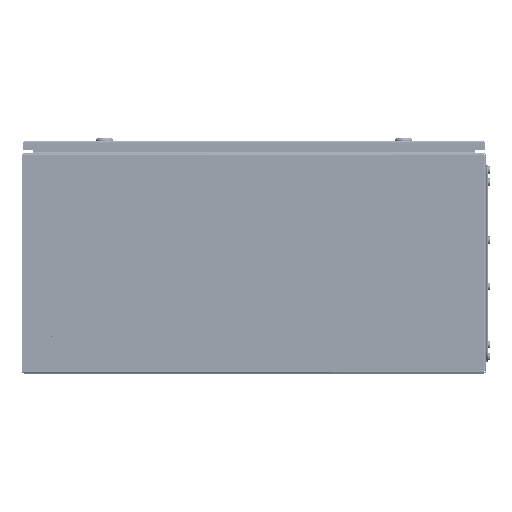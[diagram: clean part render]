
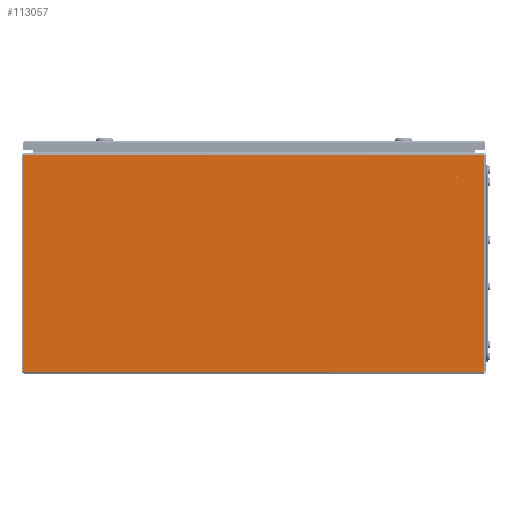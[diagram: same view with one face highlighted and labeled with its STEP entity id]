
A CAD part, left-side view. The second image highlights one B-rep face of the part: STEP entity #113057.
In plain terms, the highlighted planar face has unit normal (-1, 0, 0).
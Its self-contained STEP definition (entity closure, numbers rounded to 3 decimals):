
#286 = CIRCLE ( 'NONE', #917, 0.883 ) ;
#431 = AXIS2_PLACEMENT_3D ( 'NONE', #88852, #35836, #97743 ) ;
#917 = AXIS2_PLACEMENT_3D ( 'NONE', #87964, #17577, #34161 ) ;
#1978 = CARTESIAN_POINT ( 'NONE',  ( -400., 349., 340.483 ) ) ;
#2209 = ORIENTED_EDGE ( 'NONE', *, *, #112721, .F. ) ;
#2534 = EDGE_CURVE ( 'NONE', #5016, #47206, #44792, .T. ) ;
#2843 = DIRECTION ( 'NONE',  ( -1., 0., 0. ) ) ;
#4077 = CIRCLE ( 'NONE', #431, 0.883 ) ;
#5016 = VERTEX_POINT ( 'NONE', #92280 ) ;
#5402 = AXIS2_PLACEMENT_3D ( 'NONE', #78867, #59900, #34380 ) ;
#5697 = ORIENTED_EDGE ( 'NONE', *, *, #49827, .F. ) ;
#7036 = EDGE_CURVE ( 'NONE', #79369, #37140, #99453, .T. ) ;
#7104 = AXIS2_PLACEMENT_3D ( 'NONE', #76085, #85783, #23500 ) ;
#7899 = EDGE_LOOP ( 'NONE', ( #5697, #100315, #55793, #57409 ) ) ;
#8101 = VERTEX_POINT ( 'NONE', #87763 ) ;
#9540 = AXIS2_PLACEMENT_3D ( 'NONE', #50986, #104673, #96227 ) ;
#10048 = AXIS2_PLACEMENT_3D ( 'NONE', #101159, #40410, #31901 ) ;
#10743 = EDGE_CURVE ( 'NONE', #23595, #72380, #92677, .T. ) ;
#11051 = DIRECTION ( 'NONE',  ( 0., 0., -1. ) ) ;
#11135 = FACE_OUTER_BOUND ( 'NONE', #7899, .T. ) ;
#12777 = CIRCLE ( 'NONE', #60949, 0.883 ) ;
#13034 = EDGE_LOOP ( 'NONE', ( #68770, #90963 ) ) ;
#14777 = ORIENTED_EDGE ( 'NONE', *, *, #61508, .F. ) ;
#14996 = VECTOR ( 'NONE', #40759, 1000. ) ;
#15204 = FACE_BOUND ( 'NONE', #35161, .T. ) ;
#16970 = DIRECTION ( 'NONE',  ( 0., 1., 0. ) ) ;
#17577 = DIRECTION ( 'NONE',  ( -1., 0., 0. ) ) ;
#17854 = EDGE_CURVE ( 'NONE', #58045, #99255, #12777, .T. ) ;
#20373 = CARTESIAN_POINT ( 'NONE',  ( -400., 349., 65.483 ) ) ;
#20398 = CARTESIAN_POINT ( 'NONE',  ( -400., 349., 64.6 ) ) ;
#20656 = ORIENTED_EDGE ( 'NONE', *, *, #70325, .F. ) ;
#20984 = CARTESIAN_POINT ( 'NONE',  ( -400., -349., 338.717 ) ) ;
#23324 = VERTEX_POINT ( 'NONE', #74803 ) ;
#23500 = DIRECTION ( 'NONE',  ( 0., 0., -1. ) ) ;
#23504 = LINE ( 'NONE', #58042, #82977 ) ;
#23595 = VERTEX_POINT ( 'NONE', #25121 ) ;
#23775 = CARTESIAN_POINT ( 'NONE',  ( -400., 398.246, 376.6 ) ) ;
#25121 = CARTESIAN_POINT ( 'NONE',  ( -400., -349., 340.483 ) ) ;
#29522 = CARTESIAN_POINT ( 'NONE',  ( -400., -370., 305. ) ) ;
#29787 = EDGE_CURVE ( 'NONE', #99255, #58045, #84301, .T. ) ;
#30551 = CARTESIAN_POINT ( 'NONE',  ( -400., 349., 338.717 ) ) ;
#31901 = DIRECTION ( 'NONE',  ( 0., 0., -1. ) ) ;
#31925 = CIRCLE ( 'NONE', #63307, 0.883 ) ;
#33784 = DIRECTION ( 'NONE',  ( -1., 0., 0. ) ) ;
#34161 = DIRECTION ( 'NONE',  ( 0., 0., -1. ) ) ;
#34380 = DIRECTION ( 'NONE',  ( 0., 0., -1. ) ) ;
#34741 = DIRECTION ( 'NONE',  ( 0., 0., -1. ) ) ;
#35161 = EDGE_LOOP ( 'NONE', ( #67016, #108511 ) ) ;
#35836 = DIRECTION ( 'NONE',  ( -1., 0., 0. ) ) ;
#37140 = VERTEX_POINT ( 'NONE', #76584 ) ;
#38113 = VERTEX_POINT ( 'NONE', #107291 ) ;
#40120 = CIRCLE ( 'NONE', #5402, 0.883 ) ;
#40410 = DIRECTION ( 'NONE',  ( 1., 0., 0. ) ) ;
#40647 = EDGE_CURVE ( 'NONE', #37140, #79369, #286, .T. ) ;
#40759 = DIRECTION ( 'NONE',  ( 0., 0., 1. ) ) ;
#40894 = VERTEX_POINT ( 'NONE', #89850 ) ;
#41385 = CARTESIAN_POINT ( 'NONE',  ( -400., 398.246, 376.6 ) ) ;
#42799 = CARTESIAN_POINT ( 'NONE',  ( -400., -400., 3.4 ) ) ;
#44792 = LINE ( 'NONE', #45111, #69777 ) ;
#45111 = CARTESIAN_POINT ( 'NONE',  ( -400., -396.6, 394.992 ) ) ;
#46258 = ORIENTED_EDGE ( 'NONE', *, *, #17854, .F. ) ;
#46354 = CARTESIAN_POINT ( 'NONE',  ( -400., -396.6, 3.4 ) ) ;
#47081 = DIRECTION ( 'NONE',  ( 0., 0., -1. ) ) ;
#47206 = VERTEX_POINT ( 'NONE', #46354 ) ;
#48009 = LINE ( 'NONE', #23775, #14996 ) ;
#49414 = AXIS2_PLACEMENT_3D ( 'NONE', #51596, #33784, #77893 ) ;
#49827 = EDGE_CURVE ( 'NONE', #47206, #23324, #111406, .T. ) ;
#50761 = VERTEX_POINT ( 'NONE', #41385 ) ;
#50777 = CARTESIAN_POINT ( 'NONE',  ( -400., -370.883, 305. ) ) ;
#50986 = CARTESIAN_POINT ( 'NONE',  ( -400., -349., 339.6 ) ) ;
#51596 = CARTESIAN_POINT ( 'NONE',  ( -400., -370., 305. ) ) ;
#52113 = CARTESIAN_POINT ( 'NONE',  ( -400., -349., 339.6 ) ) ;
#52976 = DIRECTION ( 'NONE',  ( 0., 0., -1. ) ) ;
#54090 = DIRECTION ( 'NONE',  ( -1., 0., 0. ) ) ;
#55314 = FACE_BOUND ( 'NONE', #75741, .T. ) ;
#55793 = ORIENTED_EDGE ( 'NONE', *, *, #60687, .T. ) ;
#56716 = DIRECTION ( 'NONE',  ( -1., 0., 0. ) ) ;
#57409 = ORIENTED_EDGE ( 'NONE', *, *, #73502, .F. ) ;
#58042 = CARTESIAN_POINT ( 'NONE',  ( -400., -400., 376.6 ) ) ;
#58045 = VERTEX_POINT ( 'NONE', #30551 ) ;
#59900 = DIRECTION ( 'NONE',  ( -1., 0., 0. ) ) ;
#60414 = AXIS2_PLACEMENT_3D ( 'NONE', #29522, #2843, #11051 ) ;
#60687 = EDGE_CURVE ( 'NONE', #5016, #50761, #23504, .T. ) ;
#60949 = AXIS2_PLACEMENT_3D ( 'NONE', #97106, #54090, #52976 ) ;
#61508 = EDGE_CURVE ( 'NONE', #40894, #38113, #4077, .T. ) ;
#63307 = AXIS2_PLACEMENT_3D ( 'NONE', #52113, #113864, #34741 ) ;
#63589 = CIRCLE ( 'NONE', #60414, 0.883 ) ;
#67016 = ORIENTED_EDGE ( 'NONE', *, *, #7036, .F. ) ;
#67303 = VERTEX_POINT ( 'NONE', #50777 ) ;
#67843 = CIRCLE ( 'NONE', #49414, 0.883 ) ;
#68770 = ORIENTED_EDGE ( 'NONE', *, *, #89136, .F. ) ;
#69777 = VECTOR ( 'NONE', #90026, 1000. ) ;
#70325 = EDGE_CURVE ( 'NONE', #38113, #40894, #40120, .T. ) ;
#70855 = ORIENTED_EDGE ( 'NONE', *, *, #10743, .F. ) ;
#72380 = VERTEX_POINT ( 'NONE', #20984 ) ;
#73502 = EDGE_CURVE ( 'NONE', #23324, #50761, #48009, .T. ) ;
#74803 = CARTESIAN_POINT ( 'NONE',  ( -400., 398.246, 3.4 ) ) ;
#75741 = EDGE_LOOP ( 'NONE', ( #70855, #2209 ) ) ;
#76085 = CARTESIAN_POINT ( 'NONE',  ( -400., 349., 339.6 ) ) ;
#76584 = CARTESIAN_POINT ( 'NONE',  ( -400., 349., 63.717 ) ) ;
#76628 = DIRECTION ( 'NONE',  ( 0., 1., 0. ) ) ;
#77893 = DIRECTION ( 'NONE',  ( 0., 0., -1. ) ) ;
#78867 = CARTESIAN_POINT ( 'NONE',  ( -400., -349., 64.6 ) ) ;
#78904 = FACE_BOUND ( 'NONE', #99336, .T. ) ;
#79369 = VERTEX_POINT ( 'NONE', #20373 ) ;
#79741 = VECTOR ( 'NONE', #16970, 1000. ) ;
#80250 = FACE_BOUND ( 'NONE', #13034, .T. ) ;
#82977 = VECTOR ( 'NONE', #76628, 1000. ) ;
#84301 = CIRCLE ( 'NONE', #7104, 0.883 ) ;
#84932 = PLANE ( 'NONE',  #10048 ) ;
#85783 = DIRECTION ( 'NONE',  ( -1., 0., 0. ) ) ;
#85810 = FACE_BOUND ( 'NONE', #102268, .T. ) ;
#87309 = EDGE_CURVE ( 'NONE', #67303, #8101, #63589, .T. ) ;
#87763 = CARTESIAN_POINT ( 'NONE',  ( -400., -369.117, 305. ) ) ;
#87964 = CARTESIAN_POINT ( 'NONE',  ( -400., 349., 64.6 ) ) ;
#88852 = CARTESIAN_POINT ( 'NONE',  ( -400., -349., 64.6 ) ) ;
#89136 = EDGE_CURVE ( 'NONE', #8101, #67303, #67843, .T. ) ;
#89850 = CARTESIAN_POINT ( 'NONE',  ( -400., -349., 63.717 ) ) ;
#90026 = DIRECTION ( 'NONE',  ( 0., 0., -1. ) ) ;
#90963 = ORIENTED_EDGE ( 'NONE', *, *, #87309, .F. ) ;
#92280 = CARTESIAN_POINT ( 'NONE',  ( -400., -396.6, 376.6 ) ) ;
#92677 = CIRCLE ( 'NONE', #9540, 0.883 ) ;
#92975 = AXIS2_PLACEMENT_3D ( 'NONE', #20398, #56716, #47081 ) ;
#96227 = DIRECTION ( 'NONE',  ( 0., 0., -1. ) ) ;
#97106 = CARTESIAN_POINT ( 'NONE',  ( -400., 349., 339.6 ) ) ;
#97743 = DIRECTION ( 'NONE',  ( 0., 0., -1. ) ) ;
#99255 = VERTEX_POINT ( 'NONE', #1978 ) ;
#99336 = EDGE_LOOP ( 'NONE', ( #20656, #14777 ) ) ;
#99453 = CIRCLE ( 'NONE', #92975, 0.883 ) ;
#100315 = ORIENTED_EDGE ( 'NONE', *, *, #2534, .F. ) ;
#101159 = CARTESIAN_POINT ( 'NONE',  ( -400., -400., 376.6 ) ) ;
#102268 = EDGE_LOOP ( 'NONE', ( #104191, #46258 ) ) ;
#104191 = ORIENTED_EDGE ( 'NONE', *, *, #29787, .F. ) ;
#104673 = DIRECTION ( 'NONE',  ( -1., 0., 0. ) ) ;
#107291 = CARTESIAN_POINT ( 'NONE',  ( -400., -349., 65.483 ) ) ;
#108511 = ORIENTED_EDGE ( 'NONE', *, *, #40647, .F. ) ;
#111406 = LINE ( 'NONE', #42799, #79741 ) ;
#112721 = EDGE_CURVE ( 'NONE', #72380, #23595, #31925, .T. ) ;
#113057 = ADVANCED_FACE ( 'NONE', ( #80250, #78904, #55314, #15204, #85810, #11135 ), #84932, .F. ) ;
#113864 = DIRECTION ( 'NONE',  ( -1., 0., 0. ) ) ;
